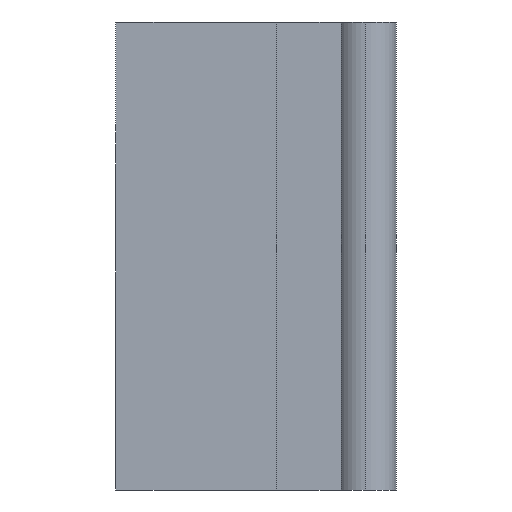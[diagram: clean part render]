
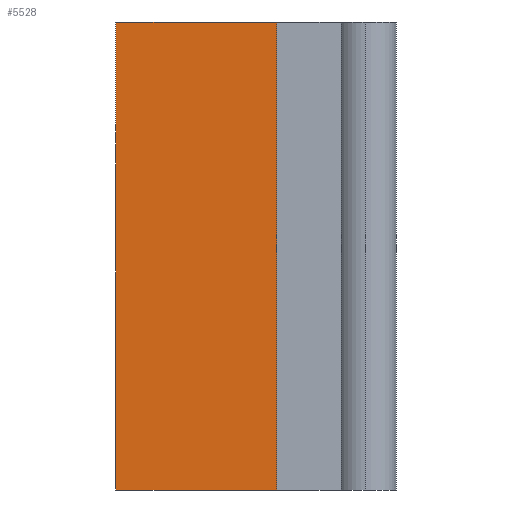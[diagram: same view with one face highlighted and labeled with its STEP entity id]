
A CAD part, left-side view. The second image highlights one B-rep face of the part: STEP entity #5528.
In plain terms, the highlighted planar face has unit normal (-1, 0, 0).
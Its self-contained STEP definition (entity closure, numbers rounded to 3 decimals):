
#30 = CARTESIAN_POINT ( 'NONE',  ( -42.5, -8.5, 49.5 ) ) ;
#44 = CARTESIAN_POINT ( 'NONE',  ( -42.5, -8.5, 49.5 ) ) ;
#704 = VERTEX_POINT ( 'NONE', #2462 ) ;
#737 = VERTEX_POINT ( 'NONE', #4267 ) ;
#847 = VECTOR ( 'NONE', #1013, 1000. ) ;
#938 = CARTESIAN_POINT ( 'NONE',  ( -42.5, -8.5, 49.5 ) ) ;
#981 = CARTESIAN_POINT ( 'NONE',  ( -42.5, -8.5, 49.5 ) ) ;
#1007 = LINE ( 'NONE', #981, #4846 ) ;
#1013 = DIRECTION ( 'NONE',  ( 0., -1., 0. ) ) ;
#1229 = FACE_OUTER_BOUND ( 'NONE', #4905, .T. ) ;
#1294 = ORIENTED_EDGE ( 'NONE', *, *, #2551, .T. ) ;
#1417 = ORIENTED_EDGE ( 'NONE', *, *, #4077, .T. ) ;
#1446 = VECTOR ( 'NONE', #2720, 1000. ) ;
#1463 = VERTEX_POINT ( 'NONE', #3961 ) ;
#1514 = LINE ( 'NONE', #2392, #847 ) ;
#1724 = DIRECTION ( 'NONE',  ( 1., 0., 0. ) ) ;
#1788 = VERTEX_POINT ( 'NONE', #30 ) ;
#1899 = EDGE_CURVE ( 'NONE', #1788, #1463, #3583, .T. ) ;
#2392 = CARTESIAN_POINT ( 'NONE',  ( -42.5, -8.5, 0. ) ) ;
#2462 = CARTESIAN_POINT ( 'NONE',  ( -42.5, 8.5, 0. ) ) ;
#2551 = EDGE_CURVE ( 'NONE', #737, #704, #3923, .T. ) ;
#2660 = DIRECTION ( 'NONE',  ( 0., 0., -1. ) ) ;
#2720 = DIRECTION ( 'NONE',  ( 0., 0., -1. ) ) ;
#3338 = ORIENTED_EDGE ( 'NONE', *, *, #5726, .F. ) ;
#3583 = LINE ( 'NONE', #938, #1446 ) ;
#3616 = VECTOR ( 'NONE', #2660, 1000. ) ;
#3923 = LINE ( 'NONE', #5689, #3616 ) ;
#3961 = CARTESIAN_POINT ( 'NONE',  ( -42.5, -8.5, 0. ) ) ;
#4077 = EDGE_CURVE ( 'NONE', #704, #1463, #1514, .T. ) ;
#4267 = CARTESIAN_POINT ( 'NONE',  ( -42.5, 8.5, 49.5 ) ) ;
#4461 = DIRECTION ( 'NONE',  ( 0., 0., -1. ) ) ;
#4470 = ORIENTED_EDGE ( 'NONE', *, *, #1899, .F. ) ;
#4599 = DIRECTION ( 'NONE',  ( 0., -1., 0. ) ) ;
#4753 = PLANE ( 'NONE',  #4851 ) ;
#4846 = VECTOR ( 'NONE', #4599, 1000. ) ;
#4851 = AXIS2_PLACEMENT_3D ( 'NONE', #44, #1724, #4461 ) ;
#4905 = EDGE_LOOP ( 'NONE', ( #1417, #4470, #3338, #1294 ) ) ;
#5528 = ADVANCED_FACE ( 'NONE', ( #1229 ), #4753, .F. ) ;
#5689 = CARTESIAN_POINT ( 'NONE',  ( -42.5, 8.5, 49.5 ) ) ;
#5726 = EDGE_CURVE ( 'NONE', #737, #1788, #1007, .T. ) ;
